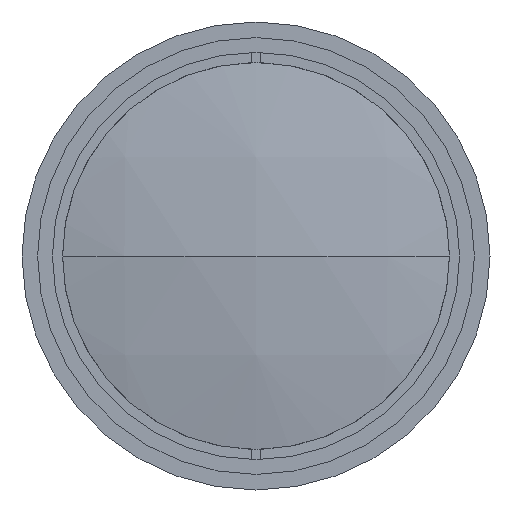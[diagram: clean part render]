
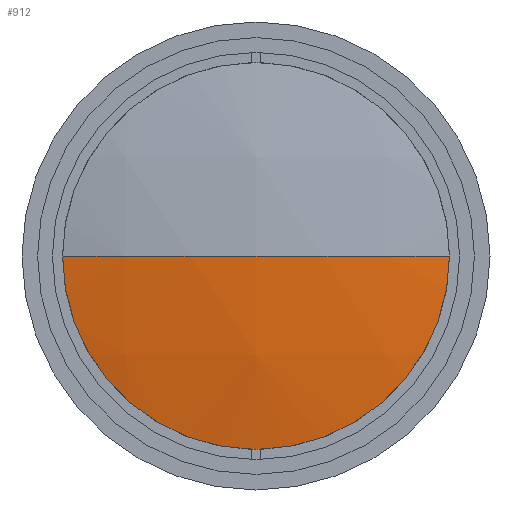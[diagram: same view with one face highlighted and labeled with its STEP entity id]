
A CAD part, left-side view. The second image highlights one B-rep face of the part: STEP entity #912.
In plain terms, the highlighted spherical face has radius 151.75 mm.
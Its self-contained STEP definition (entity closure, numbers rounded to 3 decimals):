
#168 = CARTESIAN_POINT ( 'NONE',  ( 3.305, 0., 0. ) ) ;
#224 = ORIENTED_EDGE ( 'NONE', *, *, #2571, .T. ) ;
#278 = AXIS2_PLACEMENT_3D ( 'NONE', #1128, #2663, #1369 ) ;
#389 = EDGE_CURVE ( 'NONE', #1600, #2336, #2318, .T. ) ;
#410 = DIRECTION ( 'NONE',  ( 0., 0., 1. ) ) ;
#538 = DIRECTION ( 'NONE',  ( 0., 0., -1. ) ) ;
#811 = EDGE_CURVE ( 'NONE', #1326, #2336, #863, .T. ) ;
#830 = SPHERICAL_SURFACE ( 'NONE', #1723, 151.75 ) ;
#840 = ORIENTED_EDGE ( 'NONE', *, *, #389, .T. ) ;
#863 = CIRCLE ( 'NONE', #278, 151.75 ) ;
#912 = ADVANCED_FACE ( 'NONE', ( #997 ), #830, .T. ) ;
#923 = CARTESIAN_POINT ( 'NONE',  ( 151.75, 0., 0. ) ) ;
#997 = FACE_OUTER_BOUND ( 'NONE', #999, .T. ) ;
#999 = EDGE_LOOP ( 'NONE', ( #224, #840, #2916 ) ) ;
#1128 = CARTESIAN_POINT ( 'NONE',  ( 151.75, 0., 0. ) ) ;
#1326 = VERTEX_POINT ( 'NONE', #1386 ) ;
#1369 = DIRECTION ( 'NONE',  ( 1., 0., 0. ) ) ;
#1386 = CARTESIAN_POINT ( 'NONE',  ( 3.305, 31.5, 0. ) ) ;
#1600 = VERTEX_POINT ( 'NONE', #2384 ) ;
#1723 = AXIS2_PLACEMENT_3D ( 'NONE', #923, #2482, #2693 ) ;
#1838 = DIRECTION ( 'NONE',  ( -1., 0., 0. ) ) ;
#1938 = CARTESIAN_POINT ( 'NONE',  ( 151.75, 0., 0. ) ) ;
#1990 = CIRCLE ( 'NONE', #2746, 31.5 ) ;
#2141 = DIRECTION ( 'NONE',  ( 0., 1., 0. ) ) ;
#2210 = CARTESIAN_POINT ( 'NONE',  ( 0., 0., 0. ) ) ;
#2318 = CIRCLE ( 'NONE', #2577, 151.75 ) ;
#2336 = VERTEX_POINT ( 'NONE', #2210 ) ;
#2384 = CARTESIAN_POINT ( 'NONE',  ( 3.305, -31.5, 0. ) ) ;
#2482 = DIRECTION ( 'NONE',  ( 0., 0., -1. ) ) ;
#2571 = EDGE_CURVE ( 'NONE', #1326, #1600, #1990, .T. ) ;
#2577 = AXIS2_PLACEMENT_3D ( 'NONE', #1938, #538, #2141 ) ;
#2663 = DIRECTION ( 'NONE',  ( 0., 0., 1. ) ) ;
#2693 = DIRECTION ( 'NONE',  ( 0., 1., 0. ) ) ;
#2746 = AXIS2_PLACEMENT_3D ( 'NONE', #168, #1838, #410 ) ;
#2916 = ORIENTED_EDGE ( 'NONE', *, *, #811, .F. ) ;
